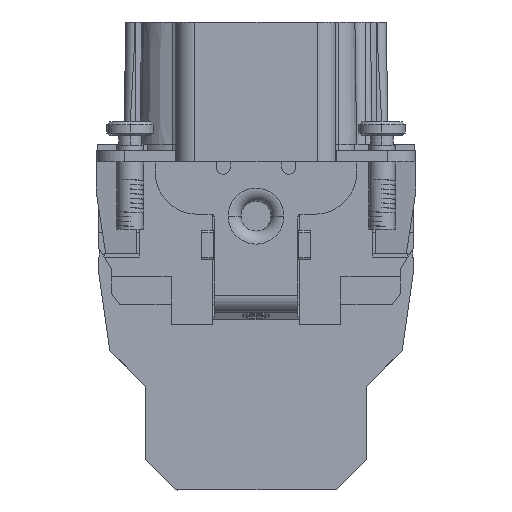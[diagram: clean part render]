
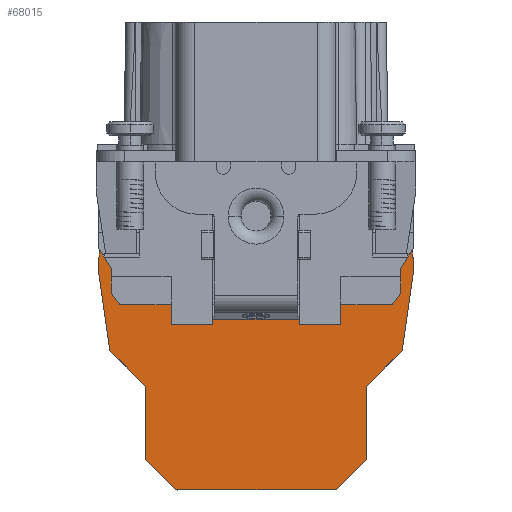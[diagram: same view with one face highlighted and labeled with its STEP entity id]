
A CAD part, front view. The second image highlights one B-rep face of the part: STEP entity #68015.
In plain terms, the highlighted planar face has unit normal (0, -1, 0).
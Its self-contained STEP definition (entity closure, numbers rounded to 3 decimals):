
#10094=DIRECTION('',(0.53,0.,-0.848));
#10095=VECTOR('',#10094,2.451);
#10096=CARTESIAN_POINT('',(-16.8,25.295,
-11.221));
#10097=LINE('',#10096,#10095);
#10106=DIRECTION('',(-0.033,0.,0.999));
#10107=VECTOR('',#10106,2.395);
#10108=CARTESIAN_POINT('',(16.876,25.295,-13.617));
#10109=LINE('',#10108,#10107);
#10110=DIRECTION('',(0.14,0.,0.99));
#10111=VECTOR('',#10110,8.588);
#10112=CARTESIAN_POINT('',(15.67,25.295,-22.12));
#10113=LINE('',#10112,#10111);
#10114=DIRECTION('',(0.708,0.,0.706));
#10115=VECTOR('',#10114,5.431);
#10116=CARTESIAN_POINT('',(11.825,25.295,-25.955));
#10117=LINE('',#10116,#10115);
#10118=DIRECTION('',(0.,0.,1.));
#10119=VECTOR('',#10118,7.845);
#10120=CARTESIAN_POINT('',(11.825,25.295,-33.8));
#10121=LINE('',#10120,#10119);
#10122=DIRECTION('',(0.706,0.,0.709));
#10123=VECTOR('',#10122,4.393);
#10124=CARTESIAN_POINT('',(8.726,25.295,
-36.913));
#10125=LINE('',#10124,#10123);
#10126=CARTESIAN_POINT('',(8.371,25.295,-36.56));
#10127=DIRECTION('',(0.,-1.,0.));
#10128=DIRECTION('',(0.,0.,-1.));
#10129=AXIS2_PLACEMENT_3D('',#10126,#10127,#10128);
#10131=DIRECTION('',(1.,0.,0.));
#10132=VECTOR('',#10131,16.744);
#10133=CARTESIAN_POINT('',(-8.373,25.295,
-37.061));
#10134=LINE('',#10133,#10132);
#10135=CARTESIAN_POINT('',(-8.373,25.295,-36.561));
#10136=DIRECTION('',(0.,-1.,0.));
#10137=DIRECTION('',(-0.709,0.,-0.706));
#10138=AXIS2_PLACEMENT_3D('',#10135,#10136,#10137);
#10140=DIRECTION('',(0.706,0.,-0.709));
#10141=VECTOR('',#10140,4.394);
#10142=CARTESIAN_POINT('',(-11.828,25.295,-33.8));
#10143=LINE('',#10142,#10141);
#10144=DIRECTION('',(0.,0.,-1.));
#10145=VECTOR('',#10144,7.845);
#10146=CARTESIAN_POINT('',(-11.828,25.295,-25.955));
#10147=LINE('',#10146,#10145);
#10148=DIRECTION('',(0.708,0.,-0.706));
#10149=VECTOR('',#10148,5.431);
#10150=CARTESIAN_POINT('',(-15.673,25.295,-22.12));
#10151=LINE('',#10150,#10149);
#10152=DIRECTION('',(0.14,0.,-0.99));
#10153=VECTOR('',#10152,8.588);
#10154=CARTESIAN_POINT('',(-16.879,25.295,-13.617));
#10155=LINE('',#10154,#10153);
#10156=DIRECTION('',(-0.033,0.,-0.999));
#10157=VECTOR('',#10156,2.397);
#10158=CARTESIAN_POINT('',(-16.8,25.295,
-11.221));
#10159=LINE('',#10158,#10157);
#10160=DIRECTION('',(0.,0.,-1.));
#10161=VECTOR('',#10160,2.7);
#10162=CARTESIAN_POINT('',(-15.501,25.295,-13.3));
#10163=LINE('',#10162,#10161);
#10208=DIRECTION('',(-1.,0.,0.));
#10209=VECTOR('',#10208,2.);
#10210=CARTESIAN_POINT('',(14.599,25.295,-17.2));
#10211=LINE('',#10210,#10209);
#10216=DIRECTION('',(-1.,0.,0.));
#10217=VECTOR('',#10216,25.);
#10218=CARTESIAN_POINT('',(10.399,25.295,-17.2));
#10219=LINE('',#10218,#10217);
#10232=DIRECTION('',(0.,0.,1.));
#10233=VECTOR('',#10232,8.4);
#10234=CARTESIAN_POINT('',(12.599,25.295,-17.2));
#10235=LINE('',#10234,#10233);
#10240=CARTESIAN_POINT('',(11.499,25.295,-8.8));
#10241=DIRECTION('',(0.,1.,0.));
#10242=DIRECTION('',(-1.,0.,0.));
#10243=AXIS2_PLACEMENT_3D('',#10240,#10241,#10242);
#10253=DIRECTION('',(0.,0.,1.));
#10254=VECTOR('',#10253,8.4);
#10255=CARTESIAN_POINT('',(10.399,25.295,-17.2));
#10256=LINE('',#10255,#10254);
#10274=DIRECTION('',(0.6,0.,-0.8));
#10275=VECTOR('',#10274,1.5);
#10276=CARTESIAN_POINT('',(-15.501,25.295,-16.));
#10277=LINE('',#10276,#10275);
#10844=DIRECTION('',(0.,0.,-1.));
#10845=VECTOR('',#10844,2.7);
#10846=CARTESIAN_POINT('',(15.499,25.295,-13.3));
#10847=LINE('',#10846,#10845);
#10860=DIRECTION('',(-0.6,0.,-0.8));
#10861=VECTOR('',#10860,1.5);
#10862=CARTESIAN_POINT('',(15.499,25.295,-16.));
#10863=LINE('',#10862,#10861);
#10868=DIRECTION('',(-0.53,0.,-0.848));
#10869=VECTOR('',#10868,2.449);
#10870=CARTESIAN_POINT('',(16.797,25.295,
-11.223));
#10871=LINE('',#10870,#10869);
#45830=CARTESIAN_POINT('',(8.371,25.295,
-37.06));
#45831=CARTESIAN_POINT('',(8.726,25.295,
-36.913));
#45832=VERTEX_POINT('',#45830);
#45833=VERTEX_POINT('',#45831);
#45834=CARTESIAN_POINT('',(11.825,25.295,-33.8));
#45835=VERTEX_POINT('',#45834);
#45836=CARTESIAN_POINT('',(11.825,25.295,-25.955));
#45837=VERTEX_POINT('',#45836);
#45838=CARTESIAN_POINT('',(15.67,25.295,-22.12));
#45839=VERTEX_POINT('',#45838);
#45840=CARTESIAN_POINT('',(16.876,25.295,-13.617));
#45841=VERTEX_POINT('',#45840);
#45842=CARTESIAN_POINT('',(-16.879,25.295,-13.617));
#45843=CARTESIAN_POINT('',(-15.673,25.295,-22.12));
#45844=VERTEX_POINT('',#45842);
#45845=VERTEX_POINT('',#45843);
#45846=CARTESIAN_POINT('',(-11.828,25.295,-25.955));
#45847=VERTEX_POINT('',#45846);
#45848=CARTESIAN_POINT('',(-11.828,25.295,-33.8));
#45849=VERTEX_POINT('',#45848);
#45850=CARTESIAN_POINT('',(-8.727,25.295,
-36.914));
#45851=VERTEX_POINT('',#45850);
#45852=CARTESIAN_POINT('',(-8.373,25.295,
-37.061));
#45853=VERTEX_POINT('',#45852);
#45882=CARTESIAN_POINT('',(16.797,25.295,
-11.223));
#45884=VERTEX_POINT('',#45882);
#45894=CARTESIAN_POINT('',(-16.8,25.295,
-11.221));
#45895=VERTEX_POINT('',#45894);
#45896=CARTESIAN_POINT('',(-15.501,25.295,-13.3));
#45897=VERTEX_POINT('',#45896);
#45898=CARTESIAN_POINT('',(-15.501,25.295,-16.));
#45899=VERTEX_POINT('',#45898);
#45900=CARTESIAN_POINT('',(14.599,25.295,-17.2));
#45901=CARTESIAN_POINT('',(12.599,25.295,-17.2));
#45902=VERTEX_POINT('',#45900);
#45903=VERTEX_POINT('',#45901);
#45904=CARTESIAN_POINT('',(10.399,25.295,-17.2));
#45905=CARTESIAN_POINT('',(-14.601,25.295,-17.2));
#45906=VERTEX_POINT('',#45904);
#45907=VERTEX_POINT('',#45905);
#45908=CARTESIAN_POINT('',(10.399,25.295,
-8.8));
#45909=VERTEX_POINT('',#45908);
#45910=CARTESIAN_POINT('',(12.599,25.295,-8.8));
#45911=VERTEX_POINT('',#45910);
#45912=CARTESIAN_POINT('',(15.499,25.295,-13.3));
#45913=CARTESIAN_POINT('',(15.499,25.295,-16.));
#45914=VERTEX_POINT('',#45912);
#45915=VERTEX_POINT('',#45913);
#67963=CARTESIAN_POINT('',(0.,25.295,0.));
#67964=DIRECTION('',(0.,-1.,0.));
#67965=DIRECTION('',(1.,0.,0.));
#67966=AXIS2_PLACEMENT_3D('',#67963,#67964,#67965);
#67967=PLANE('',#67966);
#67968=ORIENTED_EDGE('',*,*,#67951,.T.);
#67970=ORIENTED_EDGE('',*,*,#67969,.T.);
#67972=ORIENTED_EDGE('',*,*,#67971,.T.);
#67974=ORIENTED_EDGE('',*,*,#67973,.F.);
#67976=ORIENTED_EDGE('',*,*,#67975,.T.);
#67978=ORIENTED_EDGE('',*,*,#67977,.T.);
#67980=ORIENTED_EDGE('',*,*,#67979,.F.);
#67982=ORIENTED_EDGE('',*,*,#67981,.F.);
#67984=ORIENTED_EDGE('',*,*,#67983,.F.);
#67986=ORIENTED_EDGE('',*,*,#67985,.F.);
#67988=ORIENTED_EDGE('',*,*,#67987,.F.);
#67989=ORIENTED_EDGE('',*,*,#64765,.F.);
#67990=ORIENTED_EDGE('',*,*,#64841,.F.);
#67992=ORIENTED_EDGE('',*,*,#67991,.F.);
#67994=ORIENTED_EDGE('',*,*,#67993,.F.);
#67996=ORIENTED_EDGE('',*,*,#67995,.F.);
#67998=ORIENTED_EDGE('',*,*,#67997,.F.);
#68000=ORIENTED_EDGE('',*,*,#67999,.F.);
#68002=ORIENTED_EDGE('',*,*,#68001,.F.);
#68004=ORIENTED_EDGE('',*,*,#68003,.F.);
#68006=ORIENTED_EDGE('',*,*,#68005,.F.);
#68008=ORIENTED_EDGE('',*,*,#68007,.F.);
#68010=ORIENTED_EDGE('',*,*,#68009,.F.);
#68012=ORIENTED_EDGE('',*,*,#68011,.F.);
#68013=EDGE_LOOP('',(#67968,#67970,#67972,#67974,#67976,#67978,#67980,#67982,
#67984,#67986,#67988,#67989,#67990,#67992,#67994,#67996,#67998,#68000,#68002,
#68004,#68006,#68008,#68010,#68012));
#68014=FACE_OUTER_BOUND('',#68013,.F.);
#68015=ADVANCED_FACE('',(#68014),#67967,.T.);
#10130=CIRCLE('',#10129,0.5);
#10139=CIRCLE('',#10138,0.5);
#10244=CIRCLE('',#10243,1.1);
#64765=EDGE_CURVE('',#45841,#45884,#10109,.T.);
#64841=EDGE_CURVE('',#45839,#45841,#10113,.T.);
#67951=EDGE_CURVE('',#45895,#45897,#10097,.T.);
#67969=EDGE_CURVE('',#45897,#45899,#10163,.T.);
#67971=EDGE_CURVE('',#45899,#45907,#10277,.T.);
#67973=EDGE_CURVE('',#45906,#45907,#10219,.T.);
#67975=EDGE_CURVE('',#45906,#45909,#10256,.T.);
#67977=EDGE_CURVE('',#45909,#45911,#10244,.T.);
#67979=EDGE_CURVE('',#45903,#45911,#10235,.T.);
#67981=EDGE_CURVE('',#45902,#45903,#10211,.T.);
#67983=EDGE_CURVE('',#45915,#45902,#10863,.T.);
#67985=EDGE_CURVE('',#45914,#45915,#10847,.T.);
#67987=EDGE_CURVE('',#45884,#45914,#10871,.T.);
#67991=EDGE_CURVE('',#45837,#45839,#10117,.T.);
#67993=EDGE_CURVE('',#45835,#45837,#10121,.T.);
#67995=EDGE_CURVE('',#45833,#45835,#10125,.T.);
#67997=EDGE_CURVE('',#45832,#45833,#10130,.T.);
#67999=EDGE_CURVE('',#45853,#45832,#10134,.T.);
#68001=EDGE_CURVE('',#45851,#45853,#10139,.T.);
#68003=EDGE_CURVE('',#45849,#45851,#10143,.T.);
#68005=EDGE_CURVE('',#45847,#45849,#10147,.T.);
#68007=EDGE_CURVE('',#45845,#45847,#10151,.T.);
#68009=EDGE_CURVE('',#45844,#45845,#10155,.T.);
#68011=EDGE_CURVE('',#45895,#45844,#10159,.T.);
